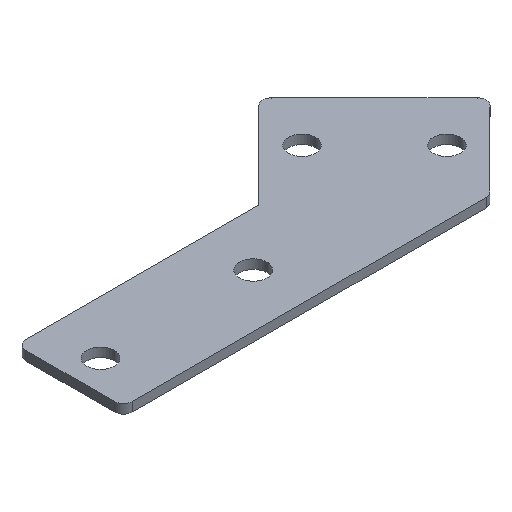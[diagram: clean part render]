
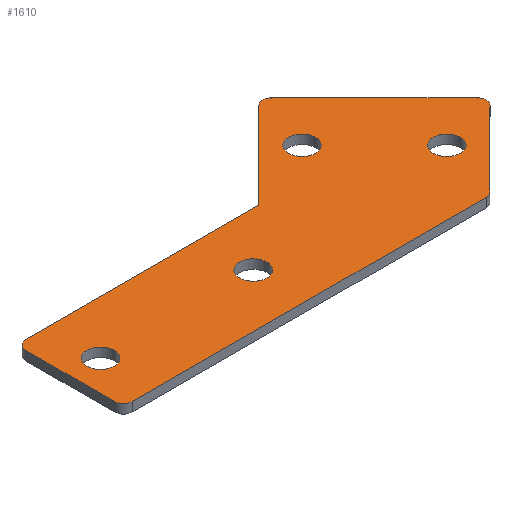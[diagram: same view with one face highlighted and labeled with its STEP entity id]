
A CAD part, isometric view. The second image highlights one B-rep face of the part: STEP entity #1610.
In plain terms, the highlighted planar face has unit normal (0, 0, 1).
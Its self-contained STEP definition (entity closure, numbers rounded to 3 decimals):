
#10=CARTESIAN_POINT('',(0.,0.,0.));
#20=DIRECTION('',(0.,0.,1.));
#30=DIRECTION('',(1.,0.,0.));
#40=AXIS2_PLACEMENT_3D('',#10,#20,#30);
#50=PLANE('',#40);
#60=CARTESIAN_POINT('',(60.,17.5,0.));
#70=DIRECTION('',(0.,0.,1.));
#80=DIRECTION('',(1.,0.,0.));
#90=AXIS2_PLACEMENT_3D('',#60,#70,#80);
#100=CIRCLE('',#90,4.5);
#110=CARTESIAN_POINT('',(64.5,17.5,0.));
#120=VERTEX_POINT('',#110);
#130=CARTESIAN_POINT('',(55.5,17.5,0.));
#140=VERTEX_POINT('',#130);
#150=EDGE_CURVE('',#120,#140,#100,.T.);
#160=ORIENTED_EDGE('',*,*,#150,.F.);
#170=EDGE_CURVE('',#140,#120,#100,.T.);
#180=ORIENTED_EDGE('',*,*,#170,.F.);
#190=EDGE_LOOP('',(#180,#160));
#200=FACE_BOUND('',#190,.T.);
#210=CARTESIAN_POINT('',(127.071,21.213,0.));
#220=DIRECTION('',(0.,0.,1.));
#230=DIRECTION('',(1.,0.,0.));
#240=AXIS2_PLACEMENT_3D('',#210,#220,#230);
#250=CIRCLE('',#240,4.5);
#260=CARTESIAN_POINT('',(131.571,21.213,0.));
#270=VERTEX_POINT('',#260);
#280=CARTESIAN_POINT('',(122.571,21.213,0.));
#290=VERTEX_POINT('',#280);
#300=EDGE_CURVE('',#270,#290,#250,.T.);
#310=ORIENTED_EDGE('',*,*,#300,.F.);
#320=EDGE_CURVE('',#290,#270,#250,.T.);
#330=ORIENTED_EDGE('',*,*,#320,.F.);
#340=EDGE_LOOP('',(#330,#310));
#350=FACE_BOUND('',#340,.T.);
#360=CARTESIAN_POINT('',(103.383,44.901,0.));
#370=DIRECTION('',(0.,0.,1.));
#380=DIRECTION('',(1.,0.,0.));
#390=AXIS2_PLACEMENT_3D('',#360,#370,#380);
#400=CIRCLE('',#390,4.5);
#410=CARTESIAN_POINT('',(107.883,44.901,0.));
#420=VERTEX_POINT('',#410);
#430=CARTESIAN_POINT('',(98.883,44.901,0.));
#440=VERTEX_POINT('',#430);
#450=EDGE_CURVE('',#420,#440,#400,.T.);
#460=ORIENTED_EDGE('',*,*,#450,.F.);
#470=EDGE_CURVE('',#440,#420,#400,.T.);
#480=ORIENTED_EDGE('',*,*,#470,.F.);
#490=EDGE_LOOP('',(#480,#460));
#500=FACE_BOUND('',#490,.T.);
#510=CARTESIAN_POINT('',(10.,17.5,0.));
#520=DIRECTION('',(0.,0.,1.));
#530=DIRECTION('',(1.,0.,0.));
#540=AXIS2_PLACEMENT_3D('',#510,#520,#530);
#550=CIRCLE('',#540,4.5);
#560=CARTESIAN_POINT('',(14.5,17.5,0.));
#570=VERTEX_POINT('',#560);
#580=CARTESIAN_POINT('',(5.5,17.5,0.));
#590=VERTEX_POINT('',#580);
#600=EDGE_CURVE('',#570,#590,#550,.T.);
#610=ORIENTED_EDGE('',*,*,#600,.F.);
#620=EDGE_CURVE('',#590,#570,#550,.T.);
#630=ORIENTED_EDGE('',*,*,#620,.F.);
#640=EDGE_LOOP('',(#630,#610));
#650=FACE_BOUND('',#640,.T.);
#660=CARTESIAN_POINT('',(109.747,65.407,0.));
#670=DIRECTION('',(-0.707,-0.707,0.));
#680=VECTOR('',#670,1.);
#690=LINE('',#660,#680);
#700=CARTESIAN_POINT('',(107.626,63.286,0.));
#710=VERTEX_POINT('',#700);
#720=CARTESIAN_POINT('',(79.34,35.,0.));
#730=VERTEX_POINT('',#720);
#740=EDGE_CURVE('',#710,#730,#690,.T.);
#750=ORIENTED_EDGE('',*,*,#740,.T.);
#760=CARTESIAN_POINT('',(109.747,61.165,0.));
#770=DIRECTION('',(0.,0.,1.));
#780=DIRECTION('',(1.,0.,0.));
#790=AXIS2_PLACEMENT_3D('',#760,#770,#780);
#800=CIRCLE('',#790,3.);
#810=CARTESIAN_POINT('',(111.868,63.286,0.));
#820=VERTEX_POINT('',#810);
#830=EDGE_CURVE('',#820,#710,#800,.T.);
#840=ORIENTED_EDGE('',*,*,#830,.T.);
#850=CARTESIAN_POINT('',(147.577,27.577,0.));
#860=DIRECTION('',(-0.707,0.707,0.));
#870=VECTOR('',#860,1.);
#880=LINE('',#850,#870);
#890=CARTESIAN_POINT('',(145.456,29.698,0.));
#900=VERTEX_POINT('',#890);
#910=EDGE_CURVE('',#900,#820,#880,.T.);
#920=ORIENTED_EDGE('',*,*,#910,.T.);
#930=CARTESIAN_POINT('',(143.335,27.577,0.));
#940=DIRECTION('',(0.,0.,1.));
#950=DIRECTION('',(1.,0.,0.));
#960=AXIS2_PLACEMENT_3D('',#930,#940,#950);
#970=CIRCLE('',#960,3.);
#980=CARTESIAN_POINT('',(145.456,25.456,0.));
#990=VERTEX_POINT('',#980);
#1000=EDGE_CURVE('',#990,#900,#970,.T.);
#1010=ORIENTED_EDGE('',*,*,#1000,.T.);
#1020=CARTESIAN_POINT('',(120.,0.,0.));
#1030=DIRECTION('',(0.707,0.707,0.));
#1040=VECTOR('',#1030,1.);
#1050=LINE('',#1020,#1040);
#1060=CARTESIAN_POINT('',(120.879,0.879,0.));
#1070=VERTEX_POINT('',#1060);
#1080=EDGE_CURVE('',#1070,#990,#1050,.T.);
#1090=ORIENTED_EDGE('',*,*,#1080,.T.);
#1100=CARTESIAN_POINT('',(118.757,3.,0.));
#1110=DIRECTION('',(0.,0.,1.));
#1120=DIRECTION('',(1.,0.,0.));
#1130=AXIS2_PLACEMENT_3D('',#1100,#1110,#1120);
#1140=CIRCLE('',#1130,3.);
#1150=CARTESIAN_POINT('',(118.757,0.,0.));
#1160=VERTEX_POINT('',#1150);
#1170=EDGE_CURVE('',#1160,#1070,#1140,.T.);
#1180=ORIENTED_EDGE('',*,*,#1170,.T.);
#1190=CARTESIAN_POINT('',(0.,0.,0.));
#1200=DIRECTION('',(1.,0.,0.));
#1210=VECTOR('',#1200,1.);
#1220=LINE('',#1190,#1210);
#1230=CARTESIAN_POINT('',(3.,0.,0.));
#1240=VERTEX_POINT('',#1230);
#1250=EDGE_CURVE('',#1240,#1160,#1220,.T.);
#1260=ORIENTED_EDGE('',*,*,#1250,.T.);
#1270=CARTESIAN_POINT('',(3.,3.,0.));
#1280=DIRECTION('',(0.,0.,1.));
#1290=DIRECTION('',(1.,0.,0.));
#1300=AXIS2_PLACEMENT_3D('',#1270,#1280,#1290);
#1310=CIRCLE('',#1300,3.);
#1320=CARTESIAN_POINT('',(0.,3.,0.));
#1330=VERTEX_POINT('',#1320);
#1340=EDGE_CURVE('',#1330,#1240,#1310,.T.);
#1350=ORIENTED_EDGE('',*,*,#1340,.T.);
#1360=CARTESIAN_POINT('',(0.,0.,0.));
#1370=DIRECTION('',(0.,1.,0.));
#1380=VECTOR('',#1370,1.);
#1390=LINE('',#1360,#1380);
#1400=CARTESIAN_POINT('',(0.,32.,0.));
#1410=VERTEX_POINT('',#1400);
#1420=EDGE_CURVE('',#1330,#1410,#1390,.T.);
#1430=ORIENTED_EDGE('',*,*,#1420,.F.);
#1440=CARTESIAN_POINT('',(3.,32.,0.));
#1450=DIRECTION('',(0.,0.,1.));
#1460=DIRECTION('',(1.,0.,0.));
#1470=AXIS2_PLACEMENT_3D('',#1440,#1450,#1460);
#1480=CIRCLE('',#1470,3.);
#1490=CARTESIAN_POINT('',(3.,35.,0.));
#1500=VERTEX_POINT('',#1490);
#1510=EDGE_CURVE('',#1500,#1410,#1480,.T.);
#1520=ORIENTED_EDGE('',*,*,#1510,.T.);
#1530=CARTESIAN_POINT('',(79.34,35.,0.));
#1540=DIRECTION('',(-1.,0.,0.));
#1550=VECTOR('',#1540,1.);
#1560=LINE('',#1530,#1550);
#1570=EDGE_CURVE('',#730,#1500,#1560,.T.);
#1580=ORIENTED_EDGE('',*,*,#1570,.T.);
#1590=EDGE_LOOP('',(#1580,#1520,#1430,#1350,#1260,#1180,#1090,#1010,#920
,#840,#750));
#1600=FACE_OUTER_BOUND('',#1590,.T.);
#1610=ADVANCED_FACE('',(#200,#350,#500,#650,#1600),#50,.T.);
